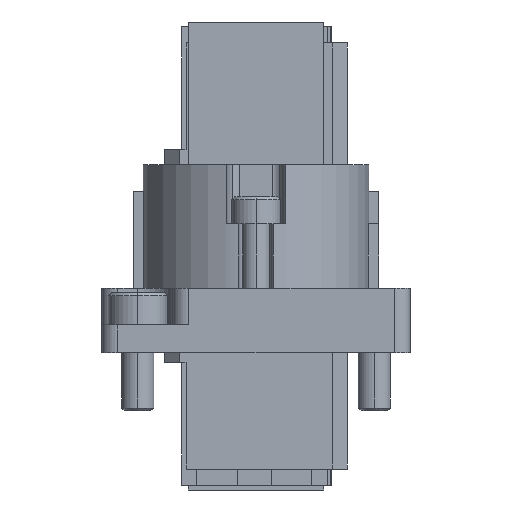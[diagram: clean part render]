
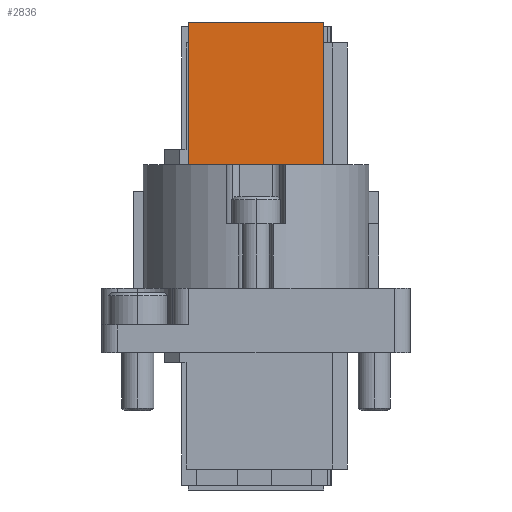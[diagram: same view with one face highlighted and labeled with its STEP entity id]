
A CAD part, front view. The second image highlights one B-rep face of the part: STEP entity #2836.
In plain terms, the highlighted face is planar.
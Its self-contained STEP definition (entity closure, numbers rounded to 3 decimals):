
#394 = VECTOR ( 'NONE', #8567, 1000. ) ;
#728 = PLANE ( 'NONE',  #3534 ) ;
#786 = CARTESIAN_POINT ( 'NONE',  ( -6.3, -8.5, -6. ) ) ;
#897 = EDGE_CURVE ( 'NONE', #10424, #3198, #6432, .T. ) ;
#932 = DIRECTION ( 'NONE',  ( 0., 1., 0. ) ) ;
#1756 = DIRECTION ( 'NONE',  ( 0., 0., 1. ) ) ;
#2829 = EDGE_CURVE ( 'NONE', #10424, #6043, #5751, .T. ) ;
#2836 = ADVANCED_FACE ( 'NONE', ( #6921 ), #728, .F. ) ;
#3114 = VECTOR ( 'NONE', #7243, 1000. ) ;
#3198 = VERTEX_POINT ( 'NONE', #786 ) ;
#3246 = EDGE_CURVE ( 'NONE', #6043, #7665, #6029, .T. ) ;
#3401 = LINE ( 'NONE', #8638, #394 ) ;
#3534 = AXIS2_PLACEMENT_3D ( 'NONE', #13289, #1756, #5965 ) ;
#3592 = ORIENTED_EDGE ( 'NONE', *, *, #897, .T. ) ;
#4992 = CARTESIAN_POINT ( 'NONE',  ( 6.3, -21.75, -6. ) ) ;
#5724 = VECTOR ( 'NONE', #9962, 1000. ) ;
#5751 = LINE ( 'NONE', #10167, #5724 ) ;
#5801 = EDGE_LOOP ( 'NONE', ( #10317, #10975, #9288, #3592 ) ) ;
#5965 = DIRECTION ( 'NONE',  ( 1., 0., 0. ) ) ;
#6029 = LINE ( 'NONE', #4992, #3114 ) ;
#6043 = VERTEX_POINT ( 'NONE', #7671 ) ;
#6432 = LINE ( 'NONE', #13632, #12569 ) ;
#6921 = FACE_OUTER_BOUND ( 'NONE', #5801, .T. ) ;
#7243 = DIRECTION ( 'NONE',  ( 0., 1., 0. ) ) ;
#7665 = VERTEX_POINT ( 'NONE', #13485 ) ;
#7671 = CARTESIAN_POINT ( 'NONE',  ( 6.3, -21.75, -6. ) ) ;
#8567 = DIRECTION ( 'NONE',  ( 1., 0., 0. ) ) ;
#8638 = CARTESIAN_POINT ( 'NONE',  ( 0., -8.5, -6. ) ) ;
#9288 = ORIENTED_EDGE ( 'NONE', *, *, #2829, .F. ) ;
#9962 = DIRECTION ( 'NONE',  ( 1., 0., 0. ) ) ;
#10030 = CARTESIAN_POINT ( 'NONE',  ( -6.3, -21.75, -6. ) ) ;
#10167 = CARTESIAN_POINT ( 'NONE',  ( 0., -21.75, -6. ) ) ;
#10317 = ORIENTED_EDGE ( 'NONE', *, *, #10603, .T. ) ;
#10424 = VERTEX_POINT ( 'NONE', #10030 ) ;
#10603 = EDGE_CURVE ( 'NONE', #3198, #7665, #3401, .T. ) ;
#10975 = ORIENTED_EDGE ( 'NONE', *, *, #3246, .F. ) ;
#12569 = VECTOR ( 'NONE', #932, 1000. ) ;
#13289 = CARTESIAN_POINT ( 'NONE',  ( 0., -21.75, -6. ) ) ;
#13485 = CARTESIAN_POINT ( 'NONE',  ( 6.3, -8.5, -6. ) ) ;
#13632 = CARTESIAN_POINT ( 'NONE',  ( -6.3, -21.75, -6. ) ) ;
